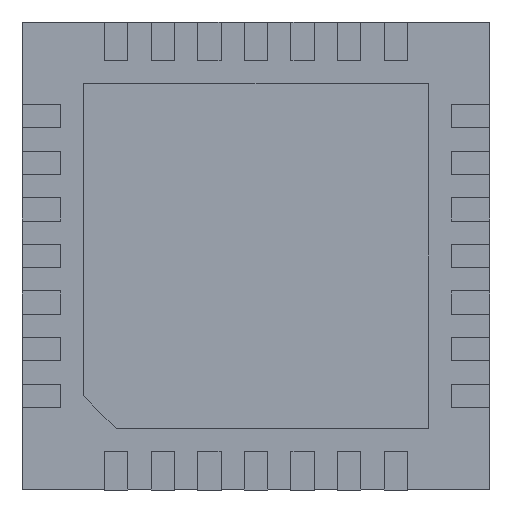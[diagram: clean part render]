
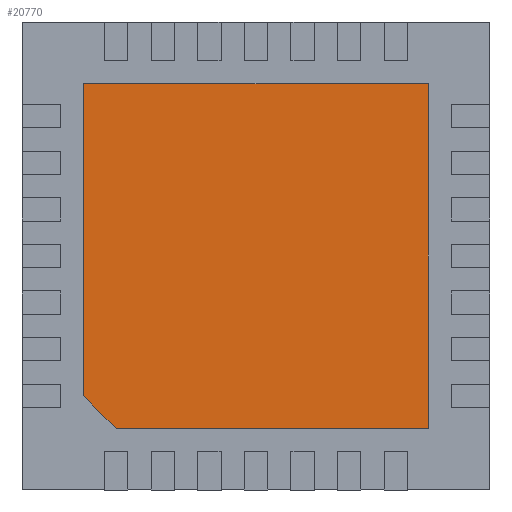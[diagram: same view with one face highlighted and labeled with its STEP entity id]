
A CAD part, front view. The second image highlights one B-rep face of the part: STEP entity #20770.
In plain terms, the highlighted planar face has unit normal (0, -1, 0).
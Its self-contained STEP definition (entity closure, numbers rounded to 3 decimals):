
#41 = ORIENTED_EDGE ( 'NONE', *, *, #16734, .T. ) ;
#920 = EDGE_LOOP ( 'NONE', ( #26085, #14348, #16036, #41, #9684 ) ) ;
#1069 = CARTESIAN_POINT ( 'NONE',  ( 0., -0.46, 1.85 ) ) ;
#1442 = VECTOR ( 'NONE', #6812, 1000. ) ;
#2041 = CARTESIAN_POINT ( 'NONE',  ( 1.85, -0.46, 0. ) ) ;
#3513 = LINE ( 'NONE', #15327, #4300 ) ;
#4001 = VERTEX_POINT ( 'NONE', #10975 ) ;
#4300 = VECTOR ( 'NONE', #9696, 1000. ) ;
#5060 = LINE ( 'NONE', #8703, #1442 ) ;
#5475 = CARTESIAN_POINT ( 'NONE',  ( 1.85, -0.46, -1.85 ) ) ;
#5816 = EDGE_CURVE ( 'NONE', #9160, #4001, #5060, .T. ) ;
#6134 = DIRECTION ( 'NONE',  ( 0., -1., 0. ) ) ;
#6450 = EDGE_CURVE ( 'NONE', #20762, #9160, #17308, .T. ) ;
#6630 = VECTOR ( 'NONE', #25481, 1000. ) ;
#6812 = DIRECTION ( 'NONE',  ( 0., 0., -1. ) ) ;
#8703 = CARTESIAN_POINT ( 'NONE',  ( -1.85, -0.46, 0. ) ) ;
#9111 = CARTESIAN_POINT ( 'NONE',  ( 1.85, -0.46, 1.85 ) ) ;
#9160 = VERTEX_POINT ( 'NONE', #20105 ) ;
#9249 = FACE_OUTER_BOUND ( 'NONE', #920, .T. ) ;
#9611 = VERTEX_POINT ( 'NONE', #20661 ) ;
#9684 = ORIENTED_EDGE ( 'NONE', *, *, #6450, .T. ) ;
#9696 = DIRECTION ( 'NONE',  ( 1., 0., 0. ) ) ;
#10041 = CARTESIAN_POINT ( 'NONE',  ( 0., -0.46, 0. ) ) ;
#10243 = DIRECTION ( 'NONE',  ( 0., 0., 1. ) ) ;
#10975 = CARTESIAN_POINT ( 'NONE',  ( -1.85, -0.46, -1.5 ) ) ;
#11914 = DIRECTION ( 'NONE',  ( 0.707, 0., -0.707 ) ) ;
#12244 = LINE ( 'NONE', #2041, #24798 ) ;
#14059 = CARTESIAN_POINT ( 'NONE',  ( -1.675, -0.46, -1.675 ) ) ;
#14348 = ORIENTED_EDGE ( 'NONE', *, *, #16136, .T. ) ;
#15327 = CARTESIAN_POINT ( 'NONE',  ( 0., -0.46, -1.85 ) ) ;
#16036 = ORIENTED_EDGE ( 'NONE', *, *, #18626, .T. ) ;
#16136 = EDGE_CURVE ( 'NONE', #4001, #9611, #23989, .T. ) ;
#16734 = EDGE_CURVE ( 'NONE', #23713, #20762, #12244, .T. ) ;
#17308 = LINE ( 'NONE', #1069, #6630 ) ;
#18626 = EDGE_CURVE ( 'NONE', #9611, #23713, #3513, .T. ) ;
#20105 = CARTESIAN_POINT ( 'NONE',  ( -1.85, -0.46, 1.85 ) ) ;
#20661 = CARTESIAN_POINT ( 'NONE',  ( -1.5, -0.46, -1.85 ) ) ;
#20762 = VERTEX_POINT ( 'NONE', #9111 ) ;
#20770 = ADVANCED_FACE ( 'NONE', ( #9249 ), #21436, .T. ) ;
#21436 = PLANE ( 'NONE',  #26233 ) ;
#23507 = VECTOR ( 'NONE', #11914, 1000. ) ;
#23713 = VERTEX_POINT ( 'NONE', #5475 ) ;
#23989 = LINE ( 'NONE', #14059, #23507 ) ;
#24509 = DIRECTION ( 'NONE',  ( 0., 0., -1. ) ) ;
#24798 = VECTOR ( 'NONE', #10243, 1000. ) ;
#25481 = DIRECTION ( 'NONE',  ( -1., 0., 0. ) ) ;
#26085 = ORIENTED_EDGE ( 'NONE', *, *, #5816, .T. ) ;
#26233 = AXIS2_PLACEMENT_3D ( 'NONE', #10041, #6134, #24509 ) ;
